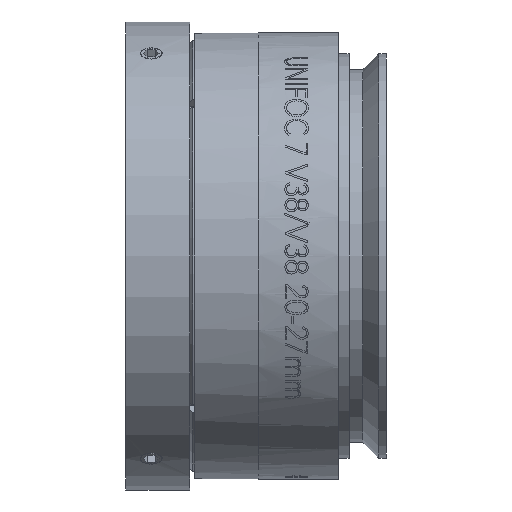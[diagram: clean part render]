
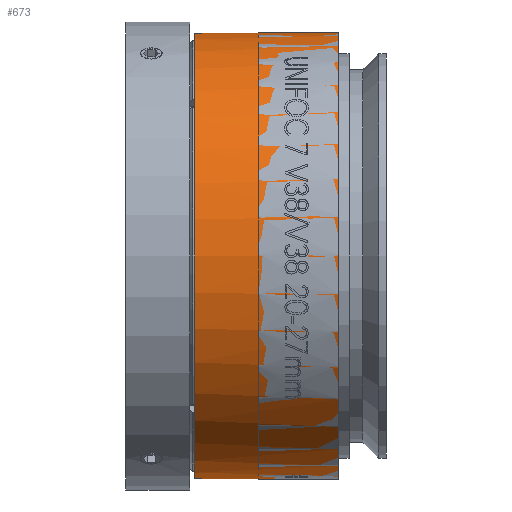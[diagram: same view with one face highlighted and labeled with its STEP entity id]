
A CAD part, front view. The second image highlights one B-rep face of the part: STEP entity #673.
In plain terms, the highlighted cylindrical face has radius 21 mm (diameter 42 mm), a full revolution.
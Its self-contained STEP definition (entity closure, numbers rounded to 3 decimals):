
#207=LINE('',#8093,#340);
#208=LINE('',#8097,#341);
#340=VECTOR('',#4837,1.);
#341=VECTOR('',#4840,1.);
#673=ADVANCED_FACE('',(#1059,#1060),#845,.T.);
#845=CYLINDRICAL_SURFACE('',#4418,21.);
#880=CIRCLE('',#4369,21.);
#905=CIRCLE('',#4413,21.);
#906=CIRCLE('',#4415,21.);
#907=CIRCLE('',#4416,21.);
#908=CIRCLE('',#4417,21.);
#1059=FACE_BOUND('',#1293,.T.);
#1060=FACE_BOUND('',#1294,.T.);
#1293=EDGE_LOOP('',(#2230,#2231,#2232,#2233,#2234,#2235,#2236));
#1294=EDGE_LOOP('',(#2237));
#2230=ORIENTED_EDGE('',*,*,#3673,.T.);
#2231=ORIENTED_EDGE('',*,*,#3674,.T.);
#2232=ORIENTED_EDGE('',*,*,#3675,.F.);
#2233=ORIENTED_EDGE('',*,*,#3676,.F.);
#2234=ORIENTED_EDGE('',*,*,#3677,.F.);
#2235=ORIENTED_EDGE('',*,*,#3626,.F.);
#2236=ORIENTED_EDGE('',*,*,#3678,.F.);
#2237=ORIENTED_EDGE('',*,*,#3672,.T.);
#3067=VERTEX_POINT('',#7955);
#3068=VERTEX_POINT('',#7957);
#3107=VERTEX_POINT('',#8085);
#3108=VERTEX_POINT('',#8091);
#3109=VERTEX_POINT('',#8092);
#3110=VERTEX_POINT('',#8094);
#3111=VERTEX_POINT('',#8096);
#3112=VERTEX_POINT('',#8098);
#3626=EDGE_CURVE('',#3067,#3068,#880,.T.);
#3672=EDGE_CURVE('',#3107,#3107,#905,.T.);
#3673=EDGE_CURVE('',#3108,#3109,#4248,.T.);
#3674=EDGE_CURVE('',#3109,#3110,#207,.T.);
#3675=EDGE_CURVE('',#3111,#3110,#906,.T.);
#3676=EDGE_CURVE('',#3112,#3111,#208,.T.);
#3677=EDGE_CURVE('',#3068,#3112,#907,.T.);
#3678=EDGE_CURVE('',#3108,#3067,#908,.T.);
#4248=B_SPLINE_CURVE_WITH_KNOTS('',3,(#8087,#8088,#8089,#8090),
 .UNSPECIFIED.,.F.,.F.,(4,4),(0.,1.),.UNSPECIFIED.);
#4369=AXIS2_PLACEMENT_3D('',#7956,#4732,#4733);
#4413=AXIS2_PLACEMENT_3D('',#8084,#4833,#4834);
#4415=AXIS2_PLACEMENT_3D('',#8095,#4838,#4839);
#4416=AXIS2_PLACEMENT_3D('',#8099,#4841,#4842);
#4417=AXIS2_PLACEMENT_3D('',#8100,#4843,#4844);
#4418=AXIS2_PLACEMENT_3D('',#8101,#4845,#4846);
#4732=DIRECTION('',(-1.,0.,0.));
#4733=DIRECTION('',(0.,-1.,0.));
#4833=DIRECTION('',(-1.,0.,0.));
#4834=DIRECTION('',(0.,-1.,0.));
#4837=DIRECTION('',(-1.,0.,0.));
#4838=DIRECTION('',(-1.,0.,0.));
#4839=DIRECTION('',(0.,0.948,-0.319));
#4840=DIRECTION('',(-1.,0.,0.));
#4841=DIRECTION('',(-1.,0.,0.));
#4842=DIRECTION('',(0.,-1.,0.));
#4843=DIRECTION('',(-1.,0.,0.));
#4844=DIRECTION('',(0.,-1.,0.));
#4845=DIRECTION('',(-1.,0.,0.));
#4846=DIRECTION('',(0.,-1.,0.));
#7955=CARTESIAN_POINT('',(6.5,20.987,0.75));
#7956=CARTESIAN_POINT('',(6.5,0.,0.));
#7957=CARTESIAN_POINT('',(6.5,20.987,-0.75));
#8084=CARTESIAN_POINT('',(14.,0.,0.));
#8085=CARTESIAN_POINT('',(14.,-21.,0.));
#8087=CARTESIAN_POINT('',(6.5,19.913,6.67));
#8088=CARTESIAN_POINT('',(6.5,19.905,6.691));
#8089=CARTESIAN_POINT('',(6.5,19.898,6.713));
#8090=CARTESIAN_POINT('',(6.5,19.891,6.735));
#8091=CARTESIAN_POINT('',(6.5,19.913,6.67));
#8092=CARTESIAN_POINT('',(6.5,19.891,6.735));
#8093=CARTESIAN_POINT('',(6.5,19.891,6.735));
#8094=CARTESIAN_POINT('',(0.5,19.891,6.735));
#8095=CARTESIAN_POINT('',(0.5,0.,0.));
#8096=CARTESIAN_POINT('',(0.5,19.902,-6.702));
#8097=CARTESIAN_POINT('',(6.5,19.902,-6.702));
#8098=CARTESIAN_POINT('',(6.5,19.902,-6.702));
#8099=CARTESIAN_POINT('',(6.5,0.,0.));
#8100=CARTESIAN_POINT('',(6.5,0.,0.));
#8101=CARTESIAN_POINT('',(0.,0.,0.));
